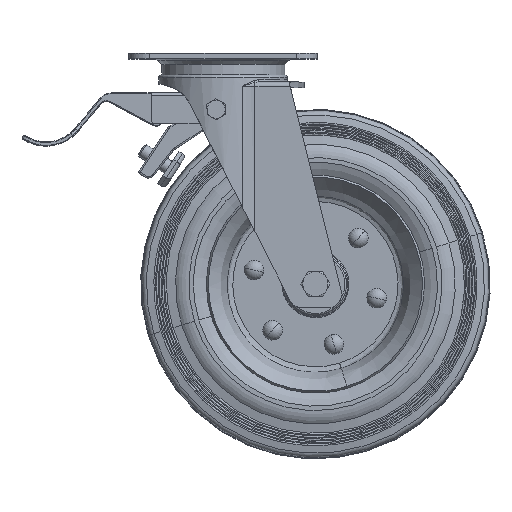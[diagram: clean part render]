
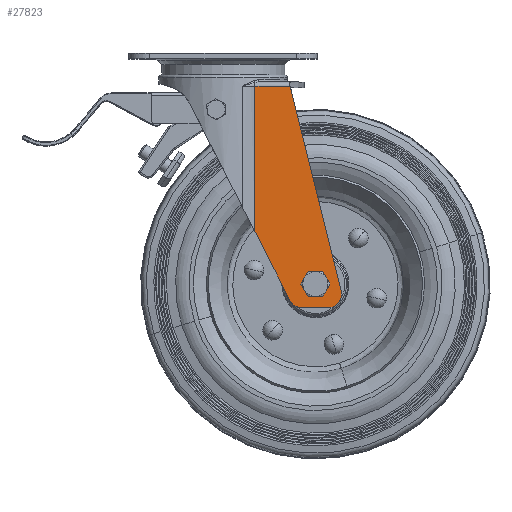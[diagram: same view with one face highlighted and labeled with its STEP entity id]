
A CAD part, top view. The second image highlights one B-rep face of the part: STEP entity #27823.
In plain terms, the highlighted planar face has unit normal (0, 0, 1).
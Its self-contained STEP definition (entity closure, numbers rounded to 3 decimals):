
#59 = EDGE_CURVE ( 'NONE', #9824, #3955, #9925, .T. ) ;
#498 = VERTEX_POINT ( 'NONE', #34209 ) ;
#2058 = CARTESIAN_POINT ( 'NONE',  ( 74.652, -172., 86.602 ) ) ;
#2095 = PLANE ( 'NONE',  #36170 ) ;
#2179 = CARTESIAN_POINT ( 'NONE',  ( 84.355, -169.578, 86.602 ) ) ;
#2327 = EDGE_LOOP ( 'NONE', ( #22225, #24125, #31337, #12565, #21198, #20042, #12089 ) ) ;
#2416 = DIRECTION ( 'NONE',  ( 0., 0., -1. ) ) ;
#2603 = EDGE_CURVE ( 'NONE', #26774, #18234, #3568, .T. ) ;
#2788 = CARTESIAN_POINT ( 'NONE',  ( 66., -158.75, 86.602 ) ) ;
#3085 = CARTESIAN_POINT ( 'NONE',  ( 0., -182., 86.602 ) ) ;
#3257 = CARTESIAN_POINT ( 'NONE',  ( 47.758, -176.54, 86.602 ) ) ;
#3324 = EDGE_CURVE ( 'NONE', #3955, #16528, #36451, .T. ) ;
#3568 = CIRCLE ( 'NONE', #19090, 6.25 ) ;
#3770 = EDGE_CURVE ( 'NONE', #498, #9824, #15524, .T. ) ;
#3955 = VERTEX_POINT ( 'NONE', #34501 ) ;
#4275 = EDGE_LOOP ( 'NONE', ( #5456, #12396 ) ) ;
#4409 = DIRECTION ( 'NONE',  ( -1., 0., 0. ) ) ;
#4659 = CARTESIAN_POINT ( 'NONE',  ( 22.798, -23.5, 86.602 ) ) ;
#5171 = DIRECTION ( 'NONE',  ( 0., 0., 1. ) ) ;
#5456 = ORIENTED_EDGE ( 'NONE', *, *, #8616, .T. ) ;
#5958 = CARTESIAN_POINT ( 'NONE',  ( 56.669, -182., 86.602 ) ) ;
#6626 = CARTESIAN_POINT ( 'NONE',  ( 22.798, -127.552, 86.602 ) ) ;
#7219 = DIRECTION ( 'NONE',  ( 0., 0., -1. ) ) ;
#7775 = DIRECTION ( 'NONE',  ( 0., 1., 0. ) ) ;
#8398 = EDGE_CURVE ( 'NONE', #29760, #498, #26141, .T. ) ;
#8616 = EDGE_CURVE ( 'NONE', #18234, #26774, #29675, .T. ) ;
#8777 = DIRECTION ( 'NONE',  ( 0., -1., 0. ) ) ;
#9263 = DIRECTION ( 'NONE',  ( 0., 0., 1. ) ) ;
#9534 = LINE ( 'NONE', #13061, #36729 ) ;
#9824 = VERTEX_POINT ( 'NONE', #25747 ) ;
#9844 = CARTESIAN_POINT ( 'NONE',  ( 74.651, -182., 86.602 ) ) ;
#9925 = LINE ( 'NONE', #4659, #10832 ) ;
#10609 = EDGE_CURVE ( 'NONE', #16528, #15442, #9534, .T. ) ;
#10832 = VECTOR ( 'NONE', #4409, 1000. ) ;
#12089 = ORIENTED_EDGE ( 'NONE', *, *, #8398, .T. ) ;
#12396 = ORIENTED_EDGE ( 'NONE', *, *, #2603, .T. ) ;
#12565 = ORIENTED_EDGE ( 'NONE', *, *, #10609, .T. ) ;
#12706 = CARTESIAN_POINT ( 'NONE',  ( 66., -165., 86.602 ) ) ;
#13061 = CARTESIAN_POINT ( 'NONE',  ( 51.465, -183.814, 86.602 ) ) ;
#13304 = VECTOR ( 'NONE', #26055, 1000. ) ;
#14027 = LINE ( 'NONE', #3085, #35392 ) ;
#15183 = EDGE_CURVE ( 'NONE', #33746, #29760, #14027, .T. ) ;
#15442 = VERTEX_POINT ( 'NONE', #3257 ) ;
#15524 = LINE ( 'NONE', #2179, #29717 ) ;
#16175 = DIRECTION ( 'NONE',  ( 0., -1., 0. ) ) ;
#16449 = AXIS2_PLACEMENT_3D ( 'NONE', #2058, #16515, #7775 ) ;
#16515 = DIRECTION ( 'NONE',  ( 0., 0., 1. ) ) ;
#16528 = VERTEX_POINT ( 'NONE', #6626 ) ;
#16639 = DIRECTION ( 'NONE',  ( -0.242, 0.97, 0. ) ) ;
#18147 = AXIS2_PLACEMENT_3D ( 'NONE', #12706, #7219, #24559 ) ;
#18234 = VERTEX_POINT ( 'NONE', #2788 ) ;
#19090 = AXIS2_PLACEMENT_3D ( 'NONE', #19629, #2416, #22343 ) ;
#19629 = CARTESIAN_POINT ( 'NONE',  ( 66., -165., 86.602 ) ) ;
#20042 = ORIENTED_EDGE ( 'NONE', *, *, #15183, .T. ) ;
#21198 = ORIENTED_EDGE ( 'NONE', *, *, #33012, .T. ) ;
#22225 = ORIENTED_EDGE ( 'NONE', *, *, #3770, .T. ) ;
#22343 = DIRECTION ( 'NONE',  ( 0., 1., 0. ) ) ;
#23865 = DIRECTION ( 'NONE',  ( 1., 0., 0. ) ) ;
#24125 = ORIENTED_EDGE ( 'NONE', *, *, #59, .T. ) ;
#24548 = FACE_BOUND ( 'NONE', #4275, .T. ) ;
#24559 = DIRECTION ( 'NONE',  ( 0., 1., 0. ) ) ;
#25747 = CARTESIAN_POINT ( 'NONE',  ( 47.896, -23.5, 86.602 ) ) ;
#25834 = CARTESIAN_POINT ( 'NONE',  ( 56.669, -172., 86.602 ) ) ;
#26055 = DIRECTION ( 'NONE',  ( 0., -1., 0. ) ) ;
#26141 = CIRCLE ( 'NONE', #16449, 10. ) ;
#26774 = VERTEX_POINT ( 'NONE', #34183 ) ;
#27224 = DIRECTION ( 'NONE',  ( 0.454, -0.891, 0. ) ) ;
#27823 = ADVANCED_FACE ( 'NONE', ( #24548, #36093 ), #2095, .T. ) ;
#29006 = CARTESIAN_POINT ( 'NONE',  ( 22.798, -117.35, 86.602 ) ) ;
#29675 = CIRCLE ( 'NONE', #18147, 6.25 ) ;
#29717 = VECTOR ( 'NONE', #16639, 1000. ) ;
#29760 = VERTEX_POINT ( 'NONE', #9844 ) ;
#31337 = ORIENTED_EDGE ( 'NONE', *, *, #3324, .T. ) ;
#31723 = AXIS2_PLACEMENT_3D ( 'NONE', #25834, #9263, #8777 ) ;
#32051 = CIRCLE ( 'NONE', #31723, 10. ) ;
#33012 = EDGE_CURVE ( 'NONE', #15442, #33746, #32051, .T. ) ;
#33746 = VERTEX_POINT ( 'NONE', #5958 ) ;
#34183 = CARTESIAN_POINT ( 'NONE',  ( 66., -171.25, 86.602 ) ) ;
#34209 = CARTESIAN_POINT ( 'NONE',  ( 84.355, -169.578, 86.602 ) ) ;
#34501 = CARTESIAN_POINT ( 'NONE',  ( 22.798, -23.5, 86.602 ) ) ;
#35392 = VECTOR ( 'NONE', #23865, 1000. ) ;
#36093 = FACE_OUTER_BOUND ( 'NONE', #2327, .T. ) ;
#36170 = AXIS2_PLACEMENT_3D ( 'NONE', #36562, #5171, #16175 ) ;
#36451 = LINE ( 'NONE', #29006, #13304 ) ;
#36562 = CARTESIAN_POINT ( 'NONE',  ( 74.652, -172., 86.602 ) ) ;
#36729 = VECTOR ( 'NONE', #27224, 1000. ) ;
